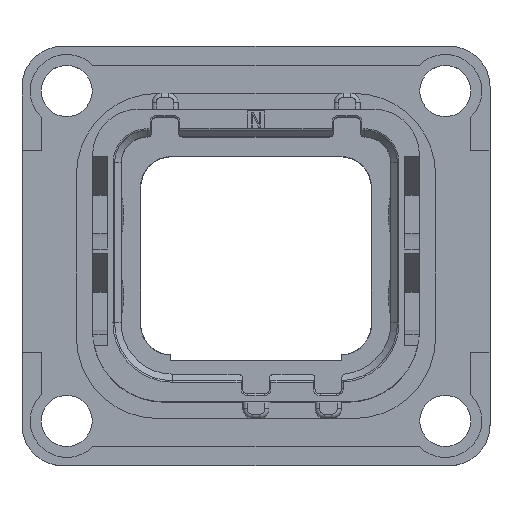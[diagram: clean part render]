
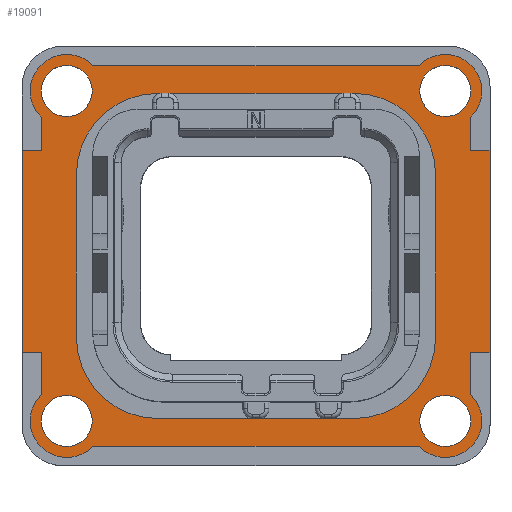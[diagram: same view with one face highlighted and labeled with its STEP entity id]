
A CAD part, top view. The second image highlights one B-rep face of the part: STEP entity #19091.
In plain terms, the highlighted planar face has unit normal (0, 0, 1).
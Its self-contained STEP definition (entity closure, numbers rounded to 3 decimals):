
#259=DIRECTION('',(0.,-1.,0.));
#260=VECTOR('',#259,12.45);
#261=CARTESIAN_POINT('',(-14.4,6.5,1.5));
#262=LINE('',#261,#260);
#317=CARTESIAN_POINT('',(-11.65,10.15,1.5));
#318=DIRECTION('',(0.,0.,1.));
#319=DIRECTION('',(0.716,0.698,0.));
#320=AXIS2_PLACEMENT_3D('',#317,#318,#319);
#327=DIRECTION('',(0.,1.,0.));
#328=VECTOR('',#327,2.588);
#329=CARTESIAN_POINT('',(13.22,-8.538,1.5));
#330=LINE('',#329,#328);
#331=DIRECTION('',(1.,0.,0.));
#332=VECTOR('',#331,20.077);
#333=CARTESIAN_POINT('',(-10.038,-11.72,1.5));
#334=LINE('',#333,#332);
#335=DIRECTION('',(0.,-1.,0.));
#336=VECTOR('',#335,2.588);
#337=CARTESIAN_POINT('',(-13.22,-5.95,1.5));
#338=LINE('',#337,#336);
#339=DIRECTION('',(1.,0.,0.));
#340=VECTOR('',#339,1.18);
#341=CARTESIAN_POINT('',(-14.4,-5.95,1.5));
#342=LINE('',#341,#340);
#343=DIRECTION('',(-1.,0.,0.));
#344=VECTOR('',#343,1.18);
#345=CARTESIAN_POINT('',(-13.22,6.5,1.5));
#346=LINE('',#345,#344);
#347=DIRECTION('',(0.,-1.,0.));
#348=VECTOR('',#347,2.038);
#349=CARTESIAN_POINT('',(-13.22,8.538,1.5));
#350=LINE('',#349,#348);
#351=DIRECTION('',(-1.,0.,0.));
#352=VECTOR('',#351,20.077);
#353=CARTESIAN_POINT('',(10.038,11.72,1.5));
#354=LINE('',#353,#352);
#355=DIRECTION('',(0.,1.,0.));
#356=VECTOR('',#355,2.038);
#357=CARTESIAN_POINT('',(13.22,6.5,1.5));
#358=LINE('',#357,#356);
#359=DIRECTION('',(-1.,0.,0.));
#360=VECTOR('',#359,1.18);
#361=CARTESIAN_POINT('',(14.4,6.5,1.5));
#362=LINE('',#361,#360);
#363=DIRECTION('',(1.,0.,0.));
#364=VECTOR('',#363,1.18);
#365=CARTESIAN_POINT('',(13.22,-5.95,1.5));
#366=LINE('',#365,#364);
#367=CARTESIAN_POINT('',(11.65,-10.15,1.5));
#368=DIRECTION('',(0.,0.,1.));
#369=DIRECTION('',(-1.,0.,0.));
#370=AXIS2_PLACEMENT_3D('',#367,#368,#369);
#372=CARTESIAN_POINT('',(-11.65,-10.15,1.5));
#373=DIRECTION('',(0.,0.,1.));
#374=DIRECTION('',(-1.,0.,0.));
#375=AXIS2_PLACEMENT_3D('',#372,#373,#374);
#377=CARTESIAN_POINT('',(-11.65,10.15,1.5));
#378=DIRECTION('',(0.,0.,1.));
#379=DIRECTION('',(1.,0.,0.));
#380=AXIS2_PLACEMENT_3D('',#377,#378,#379);
#382=CARTESIAN_POINT('',(11.65,10.15,1.5));
#383=DIRECTION('',(0.,0.,1.));
#384=DIRECTION('',(1.,0.,0.));
#385=AXIS2_PLACEMENT_3D('',#382,#383,#384);
#387=CARTESIAN_POINT('',(6.05,5.,1.5));
#388=DIRECTION('',(0.,0.,-1.));
#389=DIRECTION('',(0.,1.,0.));
#390=AXIS2_PLACEMENT_3D('',#387,#388,#389);
#392=DIRECTION('',(1.,0.,0.));
#393=VECTOR('',#392,12.1);
#394=CARTESIAN_POINT('',(-6.05,10.,1.5));
#395=LINE('',#394,#393);
#396=CARTESIAN_POINT('',(-6.05,5.,1.5));
#397=DIRECTION('',(0.,0.,-1.));
#398=DIRECTION('',(-1.,0.,0.));
#399=AXIS2_PLACEMENT_3D('',#396,#397,#398);
#401=DIRECTION('',(0.,1.,0.));
#402=VECTOR('',#401,10.);
#403=CARTESIAN_POINT('',(-11.05,-5.,1.5));
#404=LINE('',#403,#402);
#405=CARTESIAN_POINT('',(-6.05,-5.,1.5));
#406=DIRECTION('',(0.,0.,-1.));
#407=DIRECTION('',(0.,-1.,0.));
#408=AXIS2_PLACEMENT_3D('',#405,#406,#407);
#410=DIRECTION('',(-1.,0.,0.));
#411=VECTOR('',#410,12.1);
#412=CARTESIAN_POINT('',(6.05,-10.,1.5));
#413=LINE('',#412,#411);
#414=CARTESIAN_POINT('',(6.05,-5.,1.5));
#415=DIRECTION('',(0.,0.,-1.));
#416=DIRECTION('',(1.,0.,0.));
#417=AXIS2_PLACEMENT_3D('',#414,#415,#416);
#419=DIRECTION('',(0.,-1.,0.));
#420=VECTOR('',#419,10.);
#421=CARTESIAN_POINT('',(11.05,5.,1.5));
#422=LINE('',#421,#420);
#432=CARTESIAN_POINT('',(11.65,-10.15,1.5));
#433=DIRECTION('',(0.,0.,1.));
#434=DIRECTION('',(-0.716,-0.698,0.));
#435=AXIS2_PLACEMENT_3D('',#432,#433,#434);
#487=DIRECTION('',(0.,1.,0.));
#488=VECTOR('',#487,12.45);
#489=CARTESIAN_POINT('',(14.4,-5.95,1.5));
#490=LINE('',#489,#488);
#516=CARTESIAN_POINT('',(11.65,10.15,1.5));
#517=DIRECTION('',(0.,0.,1.));
#518=DIRECTION('',(0.698,-0.716,0.));
#519=AXIS2_PLACEMENT_3D('',#516,#517,#518);
#545=CARTESIAN_POINT('',(-11.65,-10.15,1.5));
#546=DIRECTION('',(0.,0.,1.));
#547=DIRECTION('',(-0.698,0.716,0.));
#548=AXIS2_PLACEMENT_3D('',#545,#546,#547);
#579=CARTESIAN_POINT('',(11.65,-10.15,1.5));
#580=DIRECTION('',(0.,0.,1.));
#581=DIRECTION('',(1.,0.,0.));
#582=AXIS2_PLACEMENT_3D('',#579,#580,#581);
#584=CARTESIAN_POINT('',(-11.65,-10.15,1.5));
#585=DIRECTION('',(0.,0.,1.));
#586=DIRECTION('',(1.,0.,0.));
#587=AXIS2_PLACEMENT_3D('',#584,#585,#586);
#605=CARTESIAN_POINT('',(-11.65,10.15,1.5));
#606=DIRECTION('',(0.,0.,1.));
#607=DIRECTION('',(-1.,0.,0.));
#608=AXIS2_PLACEMENT_3D('',#605,#606,#607);
#610=CARTESIAN_POINT('',(11.65,10.15,1.5));
#611=DIRECTION('',(0.,0.,1.));
#612=DIRECTION('',(-1.,0.,0.));
#613=AXIS2_PLACEMENT_3D('',#610,#611,#612);
#16600=CARTESIAN_POINT('',(-6.05,10.,1.5));
#16601=CARTESIAN_POINT('',(6.05,10.,1.5));
#16602=VERTEX_POINT('',#16600);
#16603=VERTEX_POINT('',#16601);
#16604=CARTESIAN_POINT('',(11.05,-5.,1.5));
#16605=CARTESIAN_POINT('',(6.05,-10.,1.5));
#16606=VERTEX_POINT('',#16604);
#16607=VERTEX_POINT('',#16605);
#16608=CARTESIAN_POINT('',(11.05,5.,1.5));
#16609=VERTEX_POINT('',#16608);
#16610=CARTESIAN_POINT('',(-11.05,5.,1.5));
#16611=VERTEX_POINT('',#16610);
#16612=CARTESIAN_POINT('',(-11.05,-5.,1.5));
#16613=VERTEX_POINT('',#16612);
#16614=CARTESIAN_POINT('',(-6.05,-10.,1.5));
#16615=VERTEX_POINT('',#16614);
#16640=CARTESIAN_POINT('',(14.4,-5.95,1.5));
#16641=CARTESIAN_POINT('',(14.4,6.5,1.5));
#16642=VERTEX_POINT('',#16640);
#16643=VERTEX_POINT('',#16641);
#16644=CARTESIAN_POINT('',(-14.4,6.5,1.5));
#16645=CARTESIAN_POINT('',(-14.4,-5.95,1.5));
#16646=VERTEX_POINT('',#16644);
#16647=VERTEX_POINT('',#16645);
#16650=CARTESIAN_POINT('',(10.08,10.15,1.5));
#16651=VERTEX_POINT('',#16650);
#16652=CARTESIAN_POINT('',(-10.08,10.15,1.5));
#16653=VERTEX_POINT('',#16652);
#16654=CARTESIAN_POINT('',(-10.08,-10.15,1.5));
#16655=VERTEX_POINT('',#16654);
#16656=CARTESIAN_POINT('',(10.08,-10.15,1.5));
#16657=VERTEX_POINT('',#16656);
#16658=CARTESIAN_POINT('',(-13.22,6.5,1.5));
#16659=VERTEX_POINT('',#16658);
#16660=CARTESIAN_POINT('',(13.22,6.5,1.5));
#16661=VERTEX_POINT('',#16660);
#16662=CARTESIAN_POINT('',(13.22,-5.95,1.5));
#16663=VERTEX_POINT('',#16662);
#18226=CARTESIAN_POINT('',(-13.22,-5.95,1.5));
#18227=VERTEX_POINT('',#18226);
#18328=CARTESIAN_POINT('',(13.22,8.538,1.5));
#18330=VERTEX_POINT('',#18328);
#18332=CARTESIAN_POINT('',(10.038,-11.72,1.5));
#18334=VERTEX_POINT('',#18332);
#18336=CARTESIAN_POINT('',(-10.038,-11.72,1.5));
#18338=VERTEX_POINT('',#18336);
#18340=CARTESIAN_POINT('',(-13.22,-8.538,1.5));
#18342=VERTEX_POINT('',#18340);
#18344=CARTESIAN_POINT('',(-10.038,11.72,1.5));
#18346=VERTEX_POINT('',#18344);
#18348=CARTESIAN_POINT('',(10.038,11.72,1.5));
#18350=VERTEX_POINT('',#18348);
#18352=CARTESIAN_POINT('',(-13.22,8.538,1.5));
#18354=VERTEX_POINT('',#18352);
#18356=CARTESIAN_POINT('',(13.22,-8.538,1.5));
#18358=VERTEX_POINT('',#18356);
#18360=CARTESIAN_POINT('',(13.22,10.15,1.5));
#18361=VERTEX_POINT('',#18360);
#18362=CARTESIAN_POINT('',(-13.22,10.15,1.5));
#18363=VERTEX_POINT('',#18362);
#18364=CARTESIAN_POINT('',(-13.22,-10.15,1.5));
#18365=VERTEX_POINT('',#18364);
#18366=CARTESIAN_POINT('',(13.22,-10.15,1.5));
#18367=VERTEX_POINT('',#18366);
#19012=CARTESIAN_POINT('',(0.,0.,1.5));
#19013=DIRECTION('',(0.,0.,1.));
#19014=DIRECTION('',(1.,0.,0.));
#19015=AXIS2_PLACEMENT_3D('',#19012,#19013,#19014);
#19016=PLANE('',#19015);
#19018=ORIENTED_EDGE('',*,*,#19017,.F.);
#19020=ORIENTED_EDGE('',*,*,#19019,.F.);
#19022=ORIENTED_EDGE('',*,*,#19021,.F.);
#19024=ORIENTED_EDGE('',*,*,#19023,.F.);
#19026=ORIENTED_EDGE('',*,*,#19025,.F.);
#19028=ORIENTED_EDGE('',*,*,#19027,.F.);
#19029=ORIENTED_EDGE('',*,*,#18953,.F.);
#19031=ORIENTED_EDGE('',*,*,#19030,.F.);
#19033=ORIENTED_EDGE('',*,*,#19032,.F.);
#19034=ORIENTED_EDGE('',*,*,#19002,.F.);
#19036=ORIENTED_EDGE('',*,*,#19035,.F.);
#19038=ORIENTED_EDGE('',*,*,#19037,.F.);
#19040=ORIENTED_EDGE('',*,*,#19039,.F.);
#19042=ORIENTED_EDGE('',*,*,#19041,.F.);
#19044=ORIENTED_EDGE('',*,*,#19043,.F.);
#19046=ORIENTED_EDGE('',*,*,#19045,.F.);
#19047=EDGE_LOOP('',(#19018,#19020,#19022,#19024,#19026,#19028,#19029,#19031,
#19033,#19034,#19036,#19038,#19040,#19042,#19044,#19046));
#19048=FACE_OUTER_BOUND('',#19047,.F.);
#19050=ORIENTED_EDGE('',*,*,#19049,.T.);
#19052=ORIENTED_EDGE('',*,*,#19051,.T.);
#19053=EDGE_LOOP('',(#19050,#19052));
#19054=FACE_BOUND('',#19053,.F.);
#19056=ORIENTED_EDGE('',*,*,#19055,.T.);
#19058=ORIENTED_EDGE('',*,*,#19057,.T.);
#19059=EDGE_LOOP('',(#19056,#19058));
#19060=FACE_BOUND('',#19059,.F.);
#19062=ORIENTED_EDGE('',*,*,#19061,.T.);
#19064=ORIENTED_EDGE('',*,*,#19063,.T.);
#19065=EDGE_LOOP('',(#19062,#19064));
#19066=FACE_BOUND('',#19065,.F.);
#19068=ORIENTED_EDGE('',*,*,#19067,.T.);
#19070=ORIENTED_EDGE('',*,*,#19069,.T.);
#19071=EDGE_LOOP('',(#19068,#19070));
#19072=FACE_BOUND('',#19071,.F.);
#19074=ORIENTED_EDGE('',*,*,#19073,.F.);
#19076=ORIENTED_EDGE('',*,*,#19075,.F.);
#19078=ORIENTED_EDGE('',*,*,#19077,.F.);
#19080=ORIENTED_EDGE('',*,*,#19079,.F.);
#19082=ORIENTED_EDGE('',*,*,#19081,.F.);
#19084=ORIENTED_EDGE('',*,*,#19083,.F.);
#19086=ORIENTED_EDGE('',*,*,#19085,.F.);
#19088=ORIENTED_EDGE('',*,*,#19087,.F.);
#19089=EDGE_LOOP('',(#19074,#19076,#19078,#19080,#19082,#19084,#19086,#19088));
#19090=FACE_BOUND('',#19089,.F.);
#19091=ADVANCED_FACE('',(#19048,#19054,#19060,#19066,#19072,#19090),#19016,.T.);
#321=CIRCLE('',#320,2.25);
#371=CIRCLE('',#370,1.57);
#376=CIRCLE('',#375,1.57);
#381=CIRCLE('',#380,1.57);
#386=CIRCLE('',#385,1.57);
#391=CIRCLE('',#390,5.);
#400=CIRCLE('',#399,5.);
#409=CIRCLE('',#408,5.);
#418=CIRCLE('',#417,5.);
#436=CIRCLE('',#435,2.25);
#520=CIRCLE('',#519,2.25);
#549=CIRCLE('',#548,2.25);
#583=CIRCLE('',#582,1.57);
#588=CIRCLE('',#587,1.57);
#609=CIRCLE('',#608,1.57);
#614=CIRCLE('',#613,1.57);
#18953=EDGE_CURVE('',#16646,#16647,#262,.T.);
#19002=EDGE_CURVE('',#18346,#18354,#321,.T.);
#19017=EDGE_CURVE('',#18358,#16663,#330,.T.);
#19019=EDGE_CURVE('',#18334,#18358,#436,.T.);
#19021=EDGE_CURVE('',#18338,#18334,#334,.T.);
#19023=EDGE_CURVE('',#18342,#18338,#549,.T.);
#19025=EDGE_CURVE('',#18227,#18342,#338,.T.);
#19027=EDGE_CURVE('',#16647,#18227,#342,.T.);
#19030=EDGE_CURVE('',#16659,#16646,#346,.T.);
#19032=EDGE_CURVE('',#18354,#16659,#350,.T.);
#19035=EDGE_CURVE('',#18350,#18346,#354,.T.);
#19037=EDGE_CURVE('',#18330,#18350,#520,.T.);
#19039=EDGE_CURVE('',#16661,#18330,#358,.T.);
#19041=EDGE_CURVE('',#16643,#16661,#362,.T.);
#19043=EDGE_CURVE('',#16642,#16643,#490,.T.);
#19045=EDGE_CURVE('',#16663,#16642,#366,.T.);
#19049=EDGE_CURVE('',#16657,#18367,#371,.T.);
#19051=EDGE_CURVE('',#18367,#16657,#583,.T.);
#19055=EDGE_CURVE('',#16655,#18365,#588,.T.);
#19057=EDGE_CURVE('',#18365,#16655,#376,.T.);
#19061=EDGE_CURVE('',#16653,#18363,#381,.T.);
#19063=EDGE_CURVE('',#18363,#16653,#609,.T.);
#19067=EDGE_CURVE('',#16651,#18361,#614,.T.);
#19069=EDGE_CURVE('',#18361,#16651,#386,.T.);
#19073=EDGE_CURVE('',#16603,#16609,#391,.T.);
#19075=EDGE_CURVE('',#16602,#16603,#395,.T.);
#19077=EDGE_CURVE('',#16611,#16602,#400,.T.);
#19079=EDGE_CURVE('',#16613,#16611,#404,.T.);
#19081=EDGE_CURVE('',#16615,#16613,#409,.T.);
#19083=EDGE_CURVE('',#16607,#16615,#413,.T.);
#19085=EDGE_CURVE('',#16606,#16607,#418,.T.);
#19087=EDGE_CURVE('',#16609,#16606,#422,.T.);
